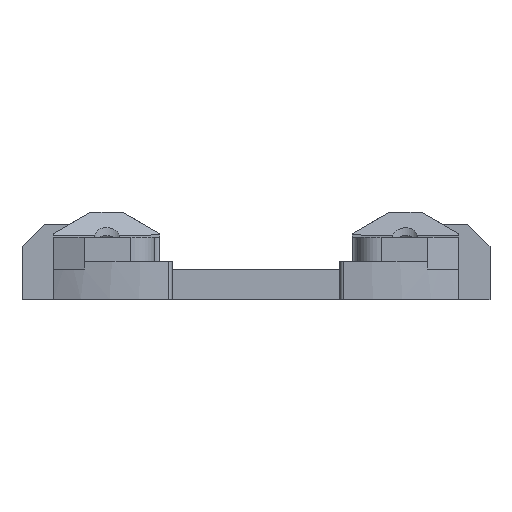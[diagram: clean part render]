
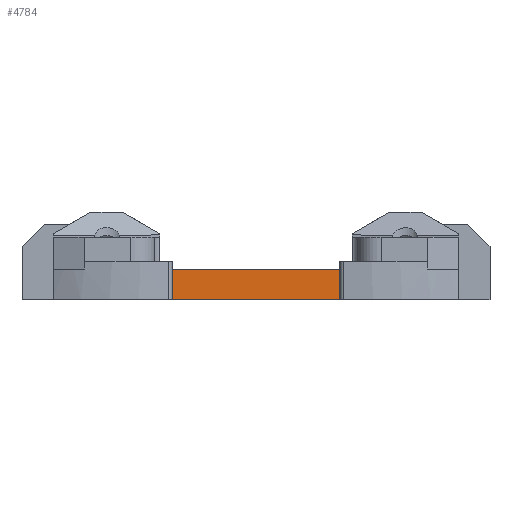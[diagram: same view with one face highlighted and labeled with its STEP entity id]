
A CAD part, top view. The second image highlights one B-rep face of the part: STEP entity #4784.
In plain terms, the highlighted planar face has unit normal (0, 0, 1).
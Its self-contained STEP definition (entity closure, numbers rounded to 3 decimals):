
#155 = PLANE('',#156);
#156 = AXIS2_PLACEMENT_3D('',#157,#158,#159);
#157 = CARTESIAN_POINT('',(-0.066,14.242,
    37.384));
#158 = DIRECTION('',(0.,-1.,0.));
#159 = DIRECTION('',(1.,0.,0.));
#1011 = VERTEX_POINT('',#1012);
#1012 = CARTESIAN_POINT('',(11.382,14.242,
    58.657));
#1027 = CYLINDRICAL_SURFACE('',#1028,1.5);
#1028 = AXIS2_PLACEMENT_3D('',#1029,#1030,#1031);
#1029 = CARTESIAN_POINT('',(11.382,14.242,
    60.157));
#1030 = DIRECTION('',(0.,-1.,0.));
#1031 = DIRECTION('',(1.,0.,0.));
#1039 = EDGE_CURVE('',#1040,#1011,#1042,.T.);
#1040 = VERTEX_POINT('',#1041);
#1041 = CARTESIAN_POINT('',(-11.514,14.242,
    58.657));
#1042 = SURFACE_CURVE('',#1043,(#1047,#1054),.PCURVE_S1.);
#1043 = LINE('',#1044,#1045);
#1044 = CARTESIAN_POINT('',(-0.066,14.242,
    58.657));
#1045 = VECTOR('',#1046,1.);
#1046 = DIRECTION('',(1.,0.,0.));
#1047 = PCURVE('',#155,#1048);
#1048 = DEFINITIONAL_REPRESENTATION('',(#1049),#1053);
#1049 = LINE('',#1050,#1051);
#1050 = CARTESIAN_POINT('',(0.,21.273));
#1051 = VECTOR('',#1052,1.);
#1052 = DIRECTION('',(1.,0.));
#1053 = ( GEOMETRIC_REPRESENTATION_CONTEXT(2) 
PARAMETRIC_REPRESENTATION_CONTEXT() REPRESENTATION_CONTEXT('2D SPACE',''
  ) );
#1054 = PCURVE('',#1055,#1060);
#1055 = PLANE('',#1056);
#1056 = AXIS2_PLACEMENT_3D('',#1057,#1058,#1059);
#1057 = CARTESIAN_POINT('',(-0.066,16.142,
    58.657));
#1058 = DIRECTION('',(0.,0.,1.));
#1059 = DIRECTION('',(0.,-1.,0.));
#1060 = DEFINITIONAL_REPRESENTATION('',(#1061),#1065);
#1061 = LINE('',#1062,#1063);
#1062 = CARTESIAN_POINT('',(1.9,0.));
#1063 = VECTOR('',#1064,1.);
#1064 = DIRECTION('',(0.,1.));
#1065 = ( GEOMETRIC_REPRESENTATION_CONTEXT(2) 
PARAMETRIC_REPRESENTATION_CONTEXT() REPRESENTATION_CONTEXT('2D SPACE',''
  ) );
#1088 = CYLINDRICAL_SURFACE('',#1089,1.5);
#1089 = AXIS2_PLACEMENT_3D('',#1090,#1091,#1092);
#1090 = CARTESIAN_POINT('',(-11.514,18.041,
    60.157));
#1091 = DIRECTION('',(0.,-1.,0.));
#1092 = DIRECTION('',(1.,0.,0.));
#2521 = PLANE('',#2522);
#2522 = AXIS2_PLACEMENT_3D('',#2523,#2524,#2525);
#2523 = CARTESIAN_POINT('',(-0.066,18.041,
    30.943));
#2524 = DIRECTION('',(0.,1.,0.));
#2525 = DIRECTION('',(0.,0.,-1.));
#4685 = EDGE_CURVE('',#1011,#4686,#4688,.T.);
#4686 = VERTEX_POINT('',#4687);
#4687 = CARTESIAN_POINT('',(11.382,18.041,
    58.657));
#4688 = SURFACE_CURVE('',#4689,(#4693,#4700),.PCURVE_S1.);
#4689 = LINE('',#4690,#4691);
#4690 = CARTESIAN_POINT('',(11.382,14.242,
    58.657));
#4691 = VECTOR('',#4692,1.);
#4692 = DIRECTION('',(0.,1.,0.));
#4693 = PCURVE('',#1027,#4694);
#4694 = DEFINITIONAL_REPRESENTATION('',(#4695),#4699);
#4695 = LINE('',#4696,#4697);
#4696 = CARTESIAN_POINT('',(4.712,-0.));
#4697 = VECTOR('',#4698,1.);
#4698 = DIRECTION('',(0.,-1.));
#4699 = ( GEOMETRIC_REPRESENTATION_CONTEXT(2) 
PARAMETRIC_REPRESENTATION_CONTEXT() REPRESENTATION_CONTEXT('2D SPACE',''
  ) );
#4700 = PCURVE('',#1055,#4701);
#4701 = DEFINITIONAL_REPRESENTATION('',(#4702),#4706);
#4702 = LINE('',#4703,#4704);
#4703 = CARTESIAN_POINT('',(1.9,11.448));
#4704 = VECTOR('',#4705,1.);
#4705 = DIRECTION('',(-1.,0.));
#4706 = ( GEOMETRIC_REPRESENTATION_CONTEXT(2) 
PARAMETRIC_REPRESENTATION_CONTEXT() REPRESENTATION_CONTEXT('2D SPACE',''
  ) );
#4784 = ADVANCED_FACE('',(#4785),#1055,.T.);
#4785 = FACE_BOUND('',#4786,.T.);
#4786 = EDGE_LOOP('',(#4787,#4788,#4789,#4812));
#4787 = ORIENTED_EDGE('',*,*,#1039,.T.);
#4788 = ORIENTED_EDGE('',*,*,#4685,.T.);
#4789 = ORIENTED_EDGE('',*,*,#4790,.F.);
#4790 = EDGE_CURVE('',#4791,#4686,#4793,.T.);
#4791 = VERTEX_POINT('',#4792);
#4792 = CARTESIAN_POINT('',(-11.514,18.041,
    58.657));
#4793 = SURFACE_CURVE('',#4794,(#4798,#4805),.PCURVE_S1.);
#4794 = LINE('',#4795,#4796);
#4795 = CARTESIAN_POINT('',(-0.068,18.041,
    58.657));
#4796 = VECTOR('',#4797,1.);
#4797 = DIRECTION('',(1.,0.,0.));
#4798 = PCURVE('',#1055,#4799);
#4799 = DEFINITIONAL_REPRESENTATION('',(#4800),#4804);
#4800 = LINE('',#4801,#4802);
#4801 = CARTESIAN_POINT('',(-1.9,-0.002));
#4802 = VECTOR('',#4803,1.);
#4803 = DIRECTION('',(0.,1.));
#4804 = ( GEOMETRIC_REPRESENTATION_CONTEXT(2) 
PARAMETRIC_REPRESENTATION_CONTEXT() REPRESENTATION_CONTEXT('2D SPACE',''
  ) );
#4805 = PCURVE('',#2521,#4806);
#4806 = DEFINITIONAL_REPRESENTATION('',(#4807),#4811);
#4807 = LINE('',#4808,#4809);
#4808 = CARTESIAN_POINT('',(-27.714,0.002));
#4809 = VECTOR('',#4810,1.);
#4810 = DIRECTION('',(0.,-1.));
#4811 = ( GEOMETRIC_REPRESENTATION_CONTEXT(2) 
PARAMETRIC_REPRESENTATION_CONTEXT() REPRESENTATION_CONTEXT('2D SPACE',''
  ) );
#4812 = ORIENTED_EDGE('',*,*,#4813,.F.);
#4813 = EDGE_CURVE('',#1040,#4791,#4814,.T.);
#4814 = SURFACE_CURVE('',#4815,(#4819,#4826),.PCURVE_S1.);
#4815 = LINE('',#4816,#4817);
#4816 = CARTESIAN_POINT('',(-11.514,14.242,
    58.657));
#4817 = VECTOR('',#4818,1.);
#4818 = DIRECTION('',(0.,1.,0.));
#4819 = PCURVE('',#1055,#4820);
#4820 = DEFINITIONAL_REPRESENTATION('',(#4821),#4825);
#4821 = LINE('',#4822,#4823);
#4822 = CARTESIAN_POINT('',(1.9,-11.448));
#4823 = VECTOR('',#4824,1.);
#4824 = DIRECTION('',(-1.,0.));
#4825 = ( GEOMETRIC_REPRESENTATION_CONTEXT(2) 
PARAMETRIC_REPRESENTATION_CONTEXT() REPRESENTATION_CONTEXT('2D SPACE',''
  ) );
#4826 = PCURVE('',#1088,#4827);
#4827 = DEFINITIONAL_REPRESENTATION('',(#4828),#4832);
#4828 = LINE('',#4829,#4830);
#4829 = CARTESIAN_POINT('',(4.712,3.8));
#4830 = VECTOR('',#4831,1.);
#4831 = DIRECTION('',(0.,-1.));
#4832 = ( GEOMETRIC_REPRESENTATION_CONTEXT(2) 
PARAMETRIC_REPRESENTATION_CONTEXT() REPRESENTATION_CONTEXT('2D SPACE',''
  ) );
